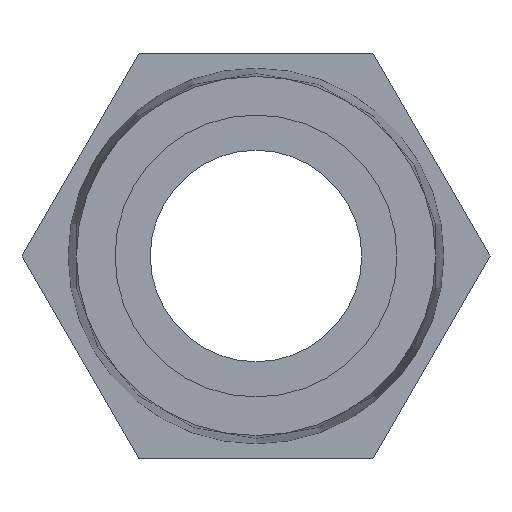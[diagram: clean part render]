
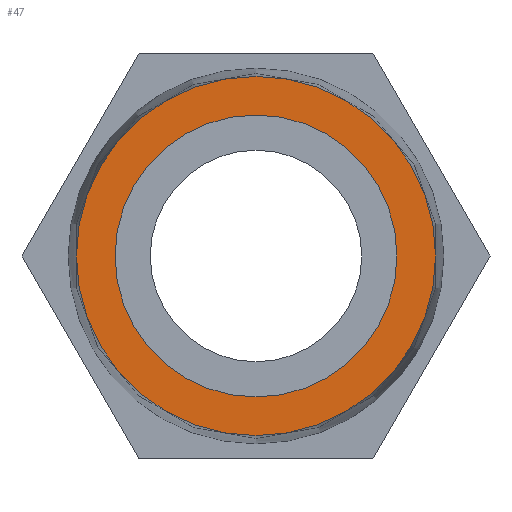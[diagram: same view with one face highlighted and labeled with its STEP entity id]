
A CAD part, front view. The second image highlights one B-rep face of the part: STEP entity #47.
In plain terms, the highlighted planar face has unit normal (0, -1, 0).
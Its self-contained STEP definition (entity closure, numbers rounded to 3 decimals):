
#47 = ADVANCED_FACE( '', ( #101, #102 ), #103, .T. );
#101 = FACE_BOUND( '', #162, .T. );
#102 = FACE_OUTER_BOUND( '', #163, .T. );
#103 = PLANE( '', #164 );
#162 = EDGE_LOOP( '', ( #233 ) );
#163 = EDGE_LOOP( '', ( #234 ) );
#164 = AXIS2_PLACEMENT_3D( '', #235, #236, #237 );
#233 = ORIENTED_EDGE( '', *, *, #331, .T. );
#234 = ORIENTED_EDGE( '', *, *, #326, .T. );
#235 = CARTESIAN_POINT( '', ( 0., -15., 0. ) );
#236 = DIRECTION( '', ( 0., -1., 0. ) );
#237 = DIRECTION( '', ( 0., 0., -1. ) );
#326 = EDGE_CURVE( '', #376, #376, #377, .T. );
#331 = EDGE_CURVE( '', #384, #384, #385, .F. );
#376 = VERTEX_POINT( '', #446 );
#377 = CIRCLE( '', #447, 10.191 );
#384 = VERTEX_POINT( '', #454 );
#385 = CIRCLE( '', #455, 8. );
#446 = CARTESIAN_POINT( '', ( 0., -15., -10.191 ) );
#447 = AXIS2_PLACEMENT_3D( '', #506, #507, #508 );
#454 = CARTESIAN_POINT( '', ( 0., -15., -8. ) );
#455 = AXIS2_PLACEMENT_3D( '', #515, #516, #517 );
#506 = CARTESIAN_POINT( '', ( 0., -15., 0. ) );
#507 = DIRECTION( '', ( 0., -1., 0. ) );
#508 = DIRECTION( '', ( 0., 0., -1. ) );
#515 = CARTESIAN_POINT( '', ( 0., -15., 0. ) );
#516 = DIRECTION( '', ( 0., -1., 0. ) );
#517 = DIRECTION( '', ( 0., 0., -1. ) );
